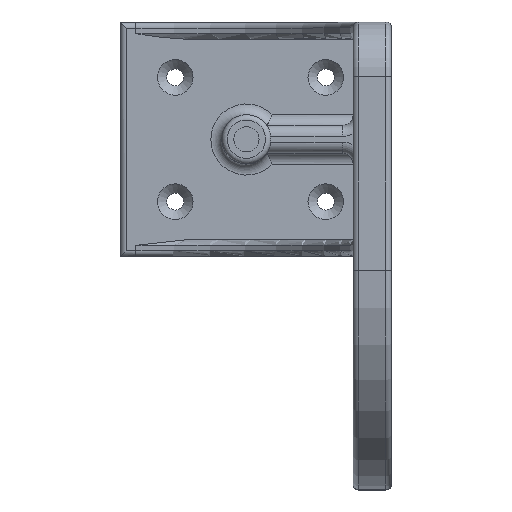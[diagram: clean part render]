
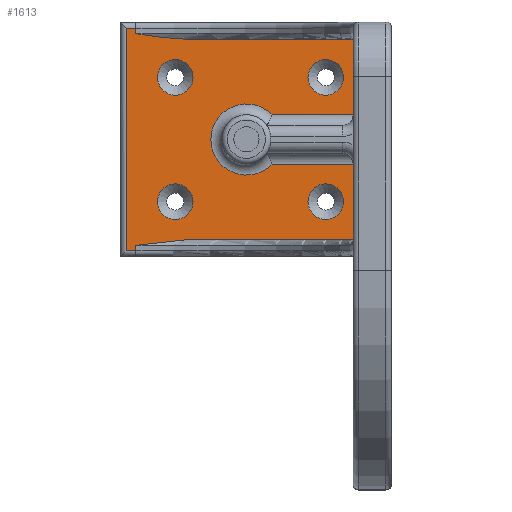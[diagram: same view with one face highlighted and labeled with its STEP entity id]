
A CAD part, top view. The second image highlights one B-rep face of the part: STEP entity #1613.
In plain terms, the highlighted planar face has unit normal (0, 0, 1).
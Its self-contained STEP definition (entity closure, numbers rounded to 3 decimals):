
#48=FACE_BOUND('',#512,.T.);
#49=FACE_BOUND('',#513,.T.);
#50=FACE_BOUND('',#514,.T.);
#51=FACE_BOUND('',#515,.T.);
#63=PLANE('',#1798);
#85=B_SPLINE_CURVE_WITH_KNOTS('',3,(#2794,#2795,#2796,#2797),
 .UNSPECIFIED.,.F.,.F.,(4,4),(1.629,2.477),
 .UNSPECIFIED.);
#86=B_SPLINE_CURVE_WITH_KNOTS('',3,(#2809,#2810,#2811,#2812),
 .UNSPECIFIED.,.F.,.F.,(4,4),(0.,0.848),.UNSPECIFIED.);
#127=LINE('',#2640,#231);
#128=LINE('',#2659,#232);
#138=LINE('',#2697,#242);
#144=LINE('',#2789,#248);
#145=LINE('',#2792,#249);
#146=LINE('',#2799,#250);
#147=LINE('',#2801,#251);
#148=LINE('',#2803,#252);
#149=LINE('',#2805,#253);
#150=LINE('',#2807,#254);
#151=LINE('',#2813,#255);
#231=VECTOR('',#2084,10.);
#232=VECTOR('',#2087,10.);
#242=VECTOR('',#2101,10.);
#248=VECTOR('',#2183,10.);
#249=VECTOR('',#2186,10.);
#250=VECTOR('',#2187,10.);
#251=VECTOR('',#2188,10.);
#252=VECTOR('',#2189,10.);
#253=VECTOR('',#2190,10.);
#254=VECTOR('',#2191,10.);
#255=VECTOR('',#2192,10.);
#387=FACE_OUTER_BOUND('',#511,.T.);
#511=EDGE_LOOP('',(#1288,#1289,#1290,#1291,#1292,#1293,#1294,#1295,#1296,
#1297,#1298,#1299,#1300,#1301));
#512=EDGE_LOOP('',(#1302));
#513=EDGE_LOOP('',(#1303));
#514=EDGE_LOOP('',(#1304));
#515=EDGE_LOOP('',(#1305));
#651=CIRCLE('',#1795,6.5);
#653=CIRCLE('',#1799,3.25);
#654=CIRCLE('',#1800,3.25);
#655=CIRCLE('',#1801,3.25);
#656=CIRCLE('',#1802,3.25);
#739=VERTEX_POINT('',#2551);
#746=VERTEX_POINT('',#2629);
#749=VERTEX_POINT('',#2639);
#750=VERTEX_POINT('',#2658);
#764=VERTEX_POINT('',#2695);
#799=VERTEX_POINT('',#2771);
#801=VERTEX_POINT('',#2791);
#802=VERTEX_POINT('',#2793);
#803=VERTEX_POINT('',#2798);
#804=VERTEX_POINT('',#2800);
#805=VERTEX_POINT('',#2802);
#806=VERTEX_POINT('',#2804);
#807=VERTEX_POINT('',#2806);
#808=VERTEX_POINT('',#2808);
#809=VERTEX_POINT('',#2814);
#810=VERTEX_POINT('',#2816);
#811=VERTEX_POINT('',#2818);
#812=VERTEX_POINT('',#2820);
#925=EDGE_CURVE('',#739,#749,#127,.T.);
#927=EDGE_CURVE('',#746,#750,#128,.T.);
#942=EDGE_CURVE('',#764,#739,#138,.T.);
#977=EDGE_CURVE('',#749,#799,#651,.T.);
#981=EDGE_CURVE('',#799,#746,#144,.T.);
#982=EDGE_CURVE('',#764,#801,#145,.T.);
#983=EDGE_CURVE('',#802,#801,#85,.F.);
#984=EDGE_CURVE('',#802,#803,#146,.T.);
#985=EDGE_CURVE('',#804,#803,#147,.T.);
#986=EDGE_CURVE('',#805,#804,#148,.T.);
#987=EDGE_CURVE('',#806,#805,#149,.T.);
#988=EDGE_CURVE('',#807,#806,#150,.T.);
#989=EDGE_CURVE('',#808,#807,#86,.F.);
#990=EDGE_CURVE('',#808,#750,#151,.T.);
#991=EDGE_CURVE('',#809,#809,#653,.T.);
#992=EDGE_CURVE('',#810,#810,#654,.T.);
#993=EDGE_CURVE('',#811,#811,#655,.T.);
#994=EDGE_CURVE('',#812,#812,#656,.T.);
#1288=ORIENTED_EDGE('',*,*,#981,.F.);
#1289=ORIENTED_EDGE('',*,*,#977,.F.);
#1290=ORIENTED_EDGE('',*,*,#925,.F.);
#1291=ORIENTED_EDGE('',*,*,#942,.F.);
#1292=ORIENTED_EDGE('',*,*,#982,.T.);
#1293=ORIENTED_EDGE('',*,*,#983,.F.);
#1294=ORIENTED_EDGE('',*,*,#984,.T.);
#1295=ORIENTED_EDGE('',*,*,#985,.F.);
#1296=ORIENTED_EDGE('',*,*,#986,.F.);
#1297=ORIENTED_EDGE('',*,*,#987,.F.);
#1298=ORIENTED_EDGE('',*,*,#988,.F.);
#1299=ORIENTED_EDGE('',*,*,#989,.F.);
#1300=ORIENTED_EDGE('',*,*,#990,.T.);
#1301=ORIENTED_EDGE('',*,*,#927,.F.);
#1302=ORIENTED_EDGE('',*,*,#991,.T.);
#1303=ORIENTED_EDGE('',*,*,#992,.T.);
#1304=ORIENTED_EDGE('',*,*,#993,.T.);
#1305=ORIENTED_EDGE('',*,*,#994,.T.);
#1613=ADVANCED_FACE('',(#387,#48,#49,#50,#51),#63,.T.);
#1795=AXIS2_PLACEMENT_3D('',#2772,#2176,#2177);
#1798=AXIS2_PLACEMENT_3D('',#2790,#2184,#2185);
#1799=AXIS2_PLACEMENT_3D('',#2815,#2193,#2194);
#1800=AXIS2_PLACEMENT_3D('',#2817,#2195,#2196);
#1801=AXIS2_PLACEMENT_3D('',#2819,#2197,#2198);
#1802=AXIS2_PLACEMENT_3D('',#2821,#2199,#2200);
#2084=DIRECTION('',(-1.,0.,0.));
#2087=DIRECTION('',(0.,-1.,0.));
#2101=DIRECTION('',(0.,-1.,0.));
#2176=DIRECTION('center_axis',(0.,0.,1.));
#2177=DIRECTION('ref_axis',(-1.,0.,0.));
#2183=DIRECTION('',(1.,0.,0.));
#2184=DIRECTION('center_axis',(0.,0.,1.));
#2185=DIRECTION('ref_axis',(0.,1.,0.));
#2186=DIRECTION('',(-1.,0.,0.));
#2187=DIRECTION('',(0.,1.,0.));
#2188=DIRECTION('',(1.,0.,0.));
#2189=DIRECTION('',(0.,1.,0.));
#2190=DIRECTION('',(-1.,0.,0.));
#2191=DIRECTION('',(0.,-1.,0.));
#2192=DIRECTION('',(1.,0.,0.));
#2193=DIRECTION('center_axis',(0.,0.,-1.));
#2194=DIRECTION('ref_axis',(1.,0.,0.));
#2195=DIRECTION('center_axis',(0.,0.,-1.));
#2196=DIRECTION('ref_axis',(1.,0.,0.));
#2197=DIRECTION('center_axis',(0.,0.,-1.));
#2198=DIRECTION('ref_axis',(1.,0.,0.));
#2199=DIRECTION('center_axis',(0.,0.,-1.));
#2200=DIRECTION('ref_axis',(1.,0.,0.));
#2551=CARTESIAN_POINT('',(0.,68.55,3.));
#2629=CARTESIAN_POINT('',(0.,59.55,3.));
#2639=CARTESIAN_POINT('',(-14.81,68.55,3.));
#2640=CARTESIAN_POINT('',(0.,68.55,3.));
#2658=CARTESIAN_POINT('',(0.,45.7,3.));
#2659=CARTESIAN_POINT('',(0.,42.7,3.));
#2695=CARTESIAN_POINT('',(0.,82.4,3.));
#2697=CARTESIAN_POINT('',(0.,42.7,3.));
#2771=CARTESIAN_POINT('',(-14.81,59.55,3.));
#2772=CARTESIAN_POINT('Origin',(-19.5,64.05,3.));
#2789=CARTESIAN_POINT('',(-7.879,59.55,3.));
#2790=CARTESIAN_POINT('Origin',(0.,42.7,3.));
#2791=CARTESIAN_POINT('',(-30.733,82.4,3.));
#2792=CARTESIAN_POINT('',(-9.925,82.4,3.));
#2793=CARTESIAN_POINT('',(-39.7,83.4,3.));
#2794=CARTESIAN_POINT('Ctrl Pts',(-30.733,82.4,3.));
#2795=CARTESIAN_POINT('Ctrl Pts',(-33.561,82.4,3.));
#2796=CARTESIAN_POINT('Ctrl Pts',(-36.908,82.957,3.));
#2797=CARTESIAN_POINT('Ctrl Pts',(-39.7,83.4,3.));
#2798=CARTESIAN_POINT('',(-39.7,84.4,3.));
#2799=CARTESIAN_POINT('',(-39.7,85.4,3.));
#2800=CARTESIAN_POINT('',(-41.5,84.4,3.));
#2801=CARTESIAN_POINT('',(0.,84.4,3.));
#2802=CARTESIAN_POINT('',(-41.5,43.7,3.));
#2803=CARTESIAN_POINT('',(-41.5,53.375,3.));
#2804=CARTESIAN_POINT('',(-39.7,43.7,3.));
#2805=CARTESIAN_POINT('',(0.,43.7,3.));
#2806=CARTESIAN_POINT('',(-39.7,44.7,3.));
#2807=CARTESIAN_POINT('',(-39.7,42.7,3.));
#2808=CARTESIAN_POINT('',(-30.733,45.7,3.));
#2809=CARTESIAN_POINT('Ctrl Pts',(-39.7,44.7,3.));
#2810=CARTESIAN_POINT('Ctrl Pts',(-36.908,45.143,3.));
#2811=CARTESIAN_POINT('Ctrl Pts',(-33.561,45.7,3.));
#2812=CARTESIAN_POINT('Ctrl Pts',(-30.733,45.7,3.));
#2813=CARTESIAN_POINT('',(-9.925,45.7,3.));
#2814=CARTESIAN_POINT('',(-35.75,52.7,3.));
#2815=CARTESIAN_POINT('Origin',(-32.5,52.7,3.));
#2816=CARTESIAN_POINT('',(-8.25,75.4,3.));
#2817=CARTESIAN_POINT('Origin',(-5.,75.4,3.));
#2818=CARTESIAN_POINT('',(-35.75,75.4,3.));
#2819=CARTESIAN_POINT('Origin',(-32.5,75.4,3.));
#2820=CARTESIAN_POINT('',(-8.25,52.7,3.));
#2821=CARTESIAN_POINT('Origin',(-5.,52.7,3.));
